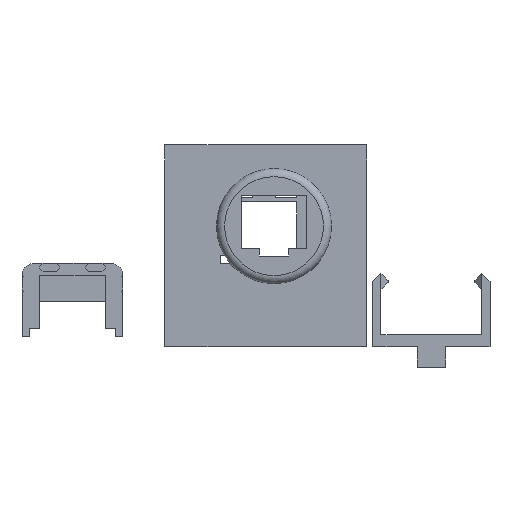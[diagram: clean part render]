
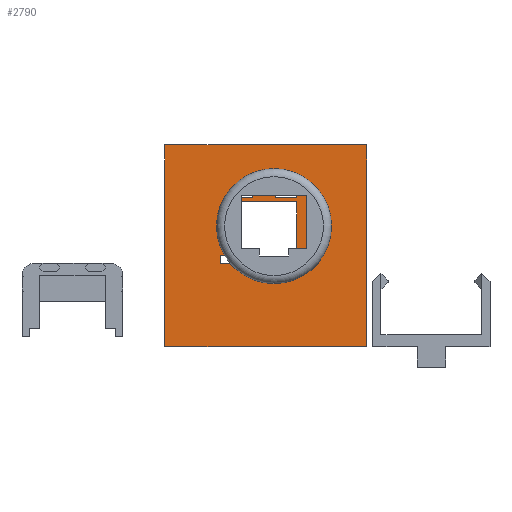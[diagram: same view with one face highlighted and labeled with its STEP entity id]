
A CAD part, front view. The second image highlights one B-rep face of the part: STEP entity #2790.
In plain terms, the highlighted planar face has unit normal (0, -1, 0).
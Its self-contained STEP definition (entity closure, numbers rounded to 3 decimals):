
#30=FACE_BOUND('',#378,.T.);
#31=FACE_BOUND('',#379,.T.);
#32=FACE_BOUND('',#380,.T.);
#225=FACE_OUTER_BOUND('',#377,.T.);
#377=EDGE_LOOP('',(#2492,#2493,#2494,#2495));
#378=EDGE_LOOP('',(#2496,#2497,#2498,#2499,#2500,#2501,#2502,#2503));
#379=EDGE_LOOP('',(#2504,#2505,#2506,#2507));
#380=EDGE_LOOP('',(#2508,#2509,#2510,#2511));
#687=LINE('',#4611,#1049);
#691=LINE('',#4618,#1053);
#694=LINE('',#4624,#1056);
#696=LINE('',#4627,#1058);
#699=LINE('',#4635,#1061);
#703=LINE('',#4642,#1065);
#706=LINE('',#4648,#1068);
#708=LINE('',#4651,#1070);
#712=LINE('',#4660,#1074);
#715=LINE('',#4666,#1077);
#718=LINE('',#4672,#1080);
#721=LINE('',#4678,#1083);
#723=LINE('',#4683,#1085);
#733=LINE('',#4702,#1095);
#734=LINE('',#4705,#1096);
#736=LINE('',#4708,#1098);
#738=LINE('',#4713,#1100);
#740=LINE('',#4717,#1102);
#742=LINE('',#4721,#1104);
#744=LINE('',#4724,#1106);
#1049=VECTOR('',#3556,10.);
#1053=VECTOR('',#3562,10.);
#1056=VECTOR('',#3567,10.);
#1058=VECTOR('',#3571,10.);
#1061=VECTOR('',#3576,10.);
#1065=VECTOR('',#3582,10.);
#1068=VECTOR('',#3587,10.);
#1070=VECTOR('',#3591,10.);
#1074=VECTOR('',#3597,10.);
#1077=VECTOR('',#3602,10.);
#1080=VECTOR('',#3607,10.);
#1083=VECTOR('',#3612,10.);
#1085=VECTOR('',#3616,10.);
#1095=VECTOR('',#3630,10.);
#1096=VECTOR('',#3633,10.);
#1098=VECTOR('',#3637,10.);
#1100=VECTOR('',#3641,10.);
#1102=VECTOR('',#3645,10.);
#1104=VECTOR('',#3649,10.);
#1106=VECTOR('',#3653,10.);
#1319=VERTEX_POINT('',#4608);
#1320=VERTEX_POINT('',#4610);
#1322=VERTEX_POINT('',#4616);
#1324=VERTEX_POINT('',#4622);
#1327=VERTEX_POINT('',#4632);
#1328=VERTEX_POINT('',#4634);
#1330=VERTEX_POINT('',#4640);
#1332=VERTEX_POINT('',#4646);
#1334=VERTEX_POINT('',#4654);
#1336=VERTEX_POINT('',#4658);
#1338=VERTEX_POINT('',#4664);
#1340=VERTEX_POINT('',#4670);
#1342=VERTEX_POINT('',#4676);
#1344=VERTEX_POINT('',#4681);
#1351=VERTEX_POINT('',#4700);
#1352=VERTEX_POINT('',#4704);
#1353=VERTEX_POINT('',#4710);
#1354=VERTEX_POINT('',#4712);
#1355=VERTEX_POINT('',#4716);
#1356=VERTEX_POINT('',#4720);
#1684=EDGE_CURVE('',#1320,#1319,#687,.T.);
#1688=EDGE_CURVE('',#1319,#1322,#691,.T.);
#1691=EDGE_CURVE('',#1322,#1324,#694,.T.);
#1693=EDGE_CURVE('',#1324,#1320,#696,.T.);
#1696=EDGE_CURVE('',#1328,#1327,#699,.T.);
#1700=EDGE_CURVE('',#1327,#1330,#703,.T.);
#1703=EDGE_CURVE('',#1330,#1332,#706,.T.);
#1705=EDGE_CURVE('',#1332,#1328,#708,.T.);
#1709=EDGE_CURVE('',#1334,#1336,#712,.T.);
#1712=EDGE_CURVE('',#1336,#1338,#715,.T.);
#1715=EDGE_CURVE('',#1338,#1340,#718,.T.);
#1718=EDGE_CURVE('',#1340,#1342,#721,.T.);
#1720=EDGE_CURVE('',#1342,#1344,#723,.T.);
#1730=EDGE_CURVE('',#1344,#1351,#733,.T.);
#1731=EDGE_CURVE('',#1352,#1334,#734,.T.);
#1733=EDGE_CURVE('',#1351,#1352,#736,.T.);
#1735=EDGE_CURVE('',#1354,#1353,#738,.T.);
#1737=EDGE_CURVE('',#1355,#1354,#740,.T.);
#1739=EDGE_CURVE('',#1356,#1355,#742,.T.);
#1741=EDGE_CURVE('',#1353,#1356,#744,.T.);
#2492=ORIENTED_EDGE('',*,*,#1741,.T.);
#2493=ORIENTED_EDGE('',*,*,#1739,.T.);
#2494=ORIENTED_EDGE('',*,*,#1737,.T.);
#2495=ORIENTED_EDGE('',*,*,#1735,.T.);
#2496=ORIENTED_EDGE('',*,*,#1720,.T.);
#2497=ORIENTED_EDGE('',*,*,#1730,.T.);
#2498=ORIENTED_EDGE('',*,*,#1733,.T.);
#2499=ORIENTED_EDGE('',*,*,#1731,.T.);
#2500=ORIENTED_EDGE('',*,*,#1709,.T.);
#2501=ORIENTED_EDGE('',*,*,#1712,.T.);
#2502=ORIENTED_EDGE('',*,*,#1715,.T.);
#2503=ORIENTED_EDGE('',*,*,#1718,.T.);
#2504=ORIENTED_EDGE('',*,*,#1696,.T.);
#2505=ORIENTED_EDGE('',*,*,#1700,.T.);
#2506=ORIENTED_EDGE('',*,*,#1703,.T.);
#2507=ORIENTED_EDGE('',*,*,#1705,.T.);
#2508=ORIENTED_EDGE('',*,*,#1688,.T.);
#2509=ORIENTED_EDGE('',*,*,#1691,.T.);
#2510=ORIENTED_EDGE('',*,*,#1693,.T.);
#2511=ORIENTED_EDGE('',*,*,#1684,.T.);
#2645=PLANE('',#2982);
#2790=ADVANCED_FACE('',(#225,#30,#31,#32),#2645,.T.);
#2982=AXIS2_PLACEMENT_3D('',#4725,#3654,#3655);
#3556=DIRECTION('',(-1.,0.,0.));
#3562=DIRECTION('',(0.,0.,1.));
#3567=DIRECTION('',(1.,0.,0.));
#3571=DIRECTION('',(0.,0.,-1.));
#3576=DIRECTION('',(0.,0.,-1.));
#3582=DIRECTION('',(-1.,0.,0.));
#3587=DIRECTION('',(0.,0.,1.));
#3591=DIRECTION('',(1.,0.,0.));
#3597=DIRECTION('',(1.,0.,0.));
#3602=DIRECTION('',(0.,0.,-1.));
#3607=DIRECTION('',(-1.,0.,0.));
#3612=DIRECTION('',(0.,0.,1.));
#3616=DIRECTION('',(1.,0.,0.));
#3630=DIRECTION('',(0.,0.,1.));
#3633=DIRECTION('',(0.,0.,-1.));
#3637=DIRECTION('',(1.,0.,0.));
#3641=DIRECTION('',(-1.,0.,0.));
#3645=DIRECTION('',(0.,0.,1.));
#3649=DIRECTION('',(1.,0.,0.));
#3653=DIRECTION('',(0.,0.,-1.));
#3654=DIRECTION('center_axis',(0.,-1.,0.));
#3655=DIRECTION('ref_axis',(0.,0.,-1.));
#4608=CARTESIAN_POINT('',(2.445,-6.,36.887));
#4610=CARTESIAN_POINT('',(7.645,-6.,36.887));
#4611=CARTESIAN_POINT('',(1.222,-6.,36.887));
#4616=CARTESIAN_POINT('',(2.445,-6.,39.087));
#4618=CARTESIAN_POINT('',(2.445,-6.,32.043));
#4622=CARTESIAN_POINT('',(7.645,-6.,39.087));
#4624=CARTESIAN_POINT('',(3.822,-6.,39.087));
#4627=CARTESIAN_POINT('',(7.645,-6.,30.943));
#4632=CARTESIAN_POINT('',(-3.355,-6.,36.887));
#4634=CARTESIAN_POINT('',(-3.355,-6.,39.087));
#4635=CARTESIAN_POINT('',(-3.355,-6.,30.943));
#4640=CARTESIAN_POINT('',(-8.555,-6.,36.887));
#4642=CARTESIAN_POINT('',(-4.278,-6.,36.887));
#4646=CARTESIAN_POINT('',(-8.555,-6.,39.087));
#4648=CARTESIAN_POINT('',(-8.555,-6.,32.043));
#4651=CARTESIAN_POINT('',(-1.678,-6.,39.087));
#4654=CARTESIAN_POINT('',(7.645,-6.,22.687));
#4658=CARTESIAN_POINT('',(10.245,-6.,22.687));
#4660=CARTESIAN_POINT('',(5.122,-6.,22.687));
#4664=CARTESIAN_POINT('',(10.245,-6.,20.687));
#4666=CARTESIAN_POINT('',(10.245,-6.,22.843));
#4670=CARTESIAN_POINT('',(-11.155,-6.,20.687));
#4672=CARTESIAN_POINT('',(-5.578,-6.,20.687));
#4676=CARTESIAN_POINT('',(-11.155,-6.,22.687));
#4678=CARTESIAN_POINT('',(-11.155,-6.,23.843));
#4681=CARTESIAN_POINT('',(-8.555,-6.,22.687));
#4683=CARTESIAN_POINT('',(5.122,-6.,22.687));
#4700=CARTESIAN_POINT('',(-8.555,-6.,35.887));
#4702=CARTESIAN_POINT('',(-8.555,-6.,35.887));
#4704=CARTESIAN_POINT('',(7.645,-6.,35.887));
#4705=CARTESIAN_POINT('',(7.645,-6.,22.687));
#4708=CARTESIAN_POINT('',(7.645,-6.,35.887));
#4710=CARTESIAN_POINT('',(-25.,-6.,50.));
#4712=CARTESIAN_POINT('',(25.,-6.,50.));
#4713=CARTESIAN_POINT('',(-25.,-6.,50.));
#4716=CARTESIAN_POINT('',(25.,-6.,0.));
#4717=CARTESIAN_POINT('',(25.,-6.,50.));
#4720=CARTESIAN_POINT('',(-25.,-6.,0.));
#4721=CARTESIAN_POINT('',(25.,-6.,0.));
#4724=CARTESIAN_POINT('',(-25.,-6.,0.));
#4725=CARTESIAN_POINT('Origin',(0.,-6.,25.));
